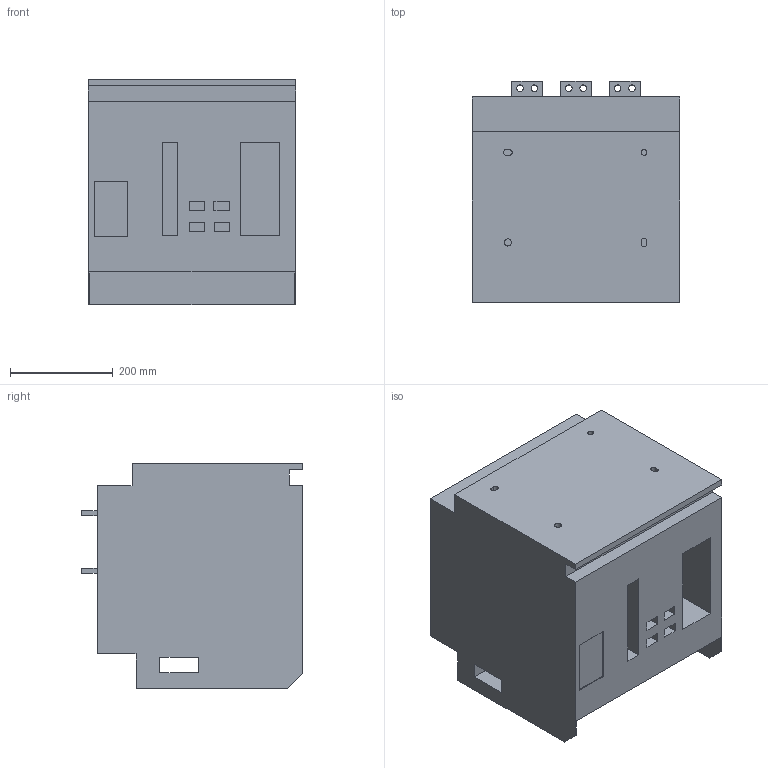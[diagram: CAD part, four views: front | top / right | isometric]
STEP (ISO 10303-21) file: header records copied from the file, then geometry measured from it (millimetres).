
FILE_DESCRIPTION((''),'2;1');
FILE_NAME('NXA-20-C-630-3','2019-04-25T',('wqli'),(''),'CREO PARAMETRIC BY PTC INC, 2015480','CREO PARAMETRIC BY PTC INC, 2015480','');
FILE_SCHEMA(('CONFIG_CONTROL_DESIGN'));
Length unit declared in the file: millimetre
Products named in the file (1): NXA-20-C-630-3
Bounding box: 403 x 430 x 438.5 mm (x, y, z)
Volume: 57592323.3 mm3; surface area: 1403783.8 mm2
Topology: 1 solids, 1 shells, 129 faces, 330 edges, 220 vertices
Faces by surface type: plane 97, cylinder 32
Entity records: 3978 total; most frequent: CARTESIAN_POINT 679, ORIENTED_EDGE 660, DIRECTION 652, EDGE_CURVE 330, VECTOR 266, LINE 266, VERTEX_POINT 220, AXIS2_PLACEMENT_3D 193
